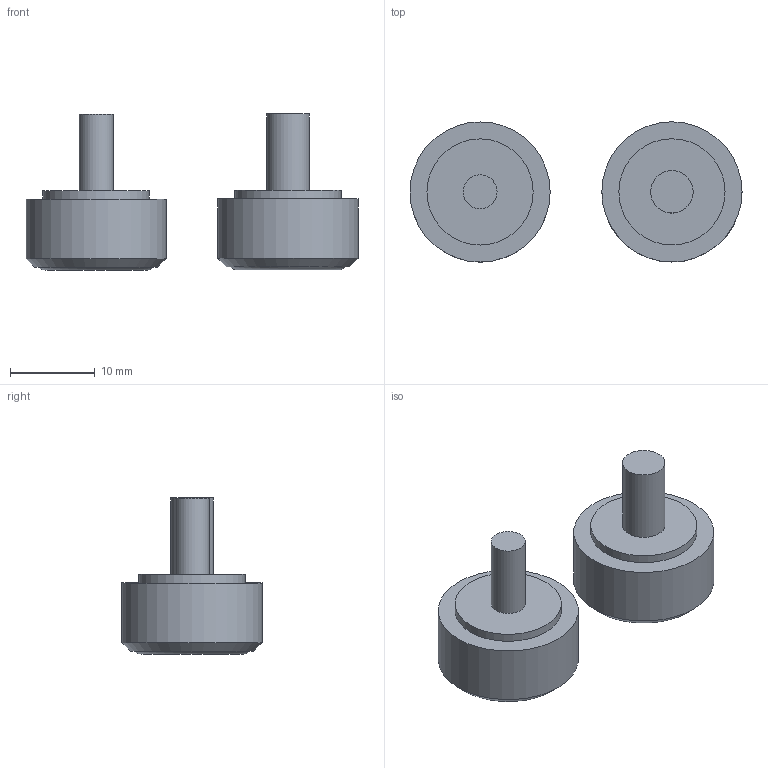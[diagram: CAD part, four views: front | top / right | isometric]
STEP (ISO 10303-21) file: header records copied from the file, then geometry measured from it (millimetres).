
FILE_DESCRIPTION(/* description */ (''),/* implementation_level */ '2;1');
FILE_NAME(/* name */ 'PRM4-1_M.stp',/* time_stamp */ '2023-05-04T16:10:28+09:00',/* author */ ('user'),/* organization */ (''),/* preprocessor_version */ 'ST-DEVELOPER v15.6',/* originating_system */ 'Autodesk Inventor 2015',/* authorisation */ '');
FILE_SCHEMA (('AUTOMOTIVE_DESIGN { 1 0 10303 214 3 1 1 }'));
Length unit declared in the file: millimetre
Products named in the file (3): DR_PRM4-1; DR_PRM5-1; PRM4-1_M
Bounding box: 39.08 x 16.51 x 18.37 mm (x, y, z)
Volume: 3944.3 mm3; surface area: 1975.3 mm2
Topology: 2 solids, 2 shells, 24 faces, 34 edges, 22 vertices
Faces by surface type: plane 12, cylinder 6, torus 4, cone 2
Full cylindrical faces by diameter (mm): 4 x1, 5 x1, 12.5 x2, 16.5 x2
Entity records: 536 total; most frequent: DIRECTION 102, CARTESIAN_POINT 73, AXIS2_PLACEMENT_3D 51, EDGE_LOOP 44, ORIENTED_EDGE 44, FACE_OUTER_BOUND 24, ADVANCED_FACE 24, CIRCLE 22
